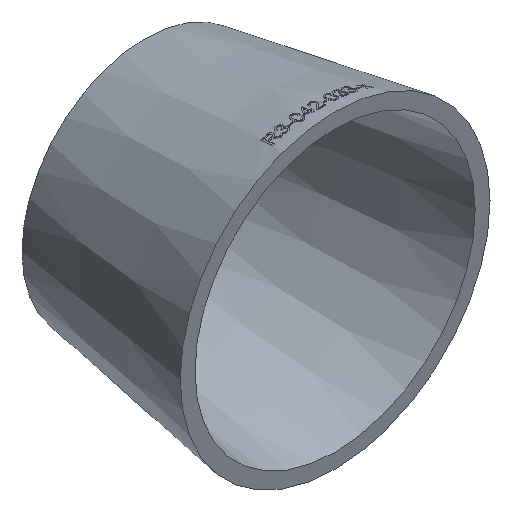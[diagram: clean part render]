
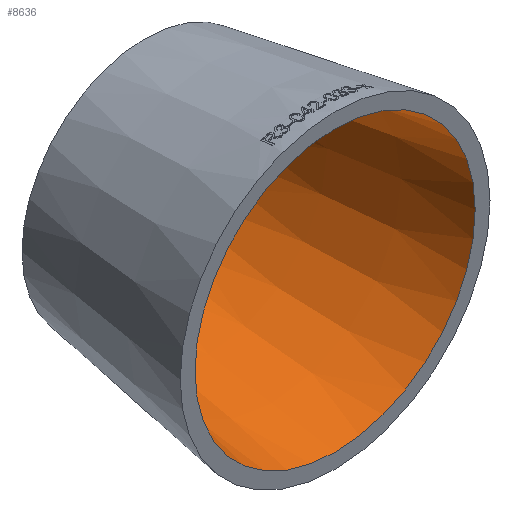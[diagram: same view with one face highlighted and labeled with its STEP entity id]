
A CAD part, isometric view. The second image highlights one B-rep face of the part: STEP entity #8636.
In plain terms, the highlighted conical face has half-angle 9.498 degrees and reference radius 19.172 mm.
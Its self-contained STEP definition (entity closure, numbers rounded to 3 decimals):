
#142 = VERTEX_POINT ( 'NONE', #11257 ) ;
#276 = ORIENTED_EDGE ( 'NONE', *, *, #11532, .T. ) ;
#827 = CONICAL_SURFACE ( 'NONE', #6280, 19.172, 0.166 ) ;
#855 = CIRCLE ( 'NONE', #1109, 19.172 ) ;
#1109 = AXIS2_PLACEMENT_3D ( 'NONE', #7618, #8737, #12569 ) ;
#2847 = DIRECTION ( 'NONE',  ( 0., 0., -1. ) ) ;
#3423 = DIRECTION ( 'NONE',  ( 0., -1., 0. ) ) ;
#3947 = EDGE_LOOP ( 'NONE', ( #11177 ) ) ;
#4732 = CIRCLE ( 'NONE', #4985, 14.822 ) ;
#4985 = AXIS2_PLACEMENT_3D ( 'NONE', #7226, #3423, #5702 ) ;
#5702 = DIRECTION ( 'NONE',  ( 0., 0., -1. ) ) ;
#6280 = AXIS2_PLACEMENT_3D ( 'NONE', #7794, #8998, #2847 ) ;
#7226 = CARTESIAN_POINT ( 'NONE',  ( 0., 26., 0. ) ) ;
#7618 = CARTESIAN_POINT ( 'NONE',  ( 0., 0., 0. ) ) ;
#7750 = EDGE_CURVE ( 'NONE', #10192, #10192, #4732, .T. ) ;
#7794 = CARTESIAN_POINT ( 'NONE',  ( 0., 0., 0. ) ) ;
#8636 = ADVANCED_FACE ( 'NONE', ( #12498, #10380 ), #827, .F. ) ;
#8710 = EDGE_LOOP ( 'NONE', ( #276 ) ) ;
#8737 = DIRECTION ( 'NONE',  ( 0., -1., 0. ) ) ;
#8998 = DIRECTION ( 'NONE',  ( 0., -1., 0. ) ) ;
#10192 = VERTEX_POINT ( 'NONE', #14034 ) ;
#10380 = FACE_OUTER_BOUND ( 'NONE', #8710, .T. ) ;
#11177 = ORIENTED_EDGE ( 'NONE', *, *, #7750, .F. ) ;
#11257 = CARTESIAN_POINT ( 'NONE',  ( 0., 0., -19.172 ) ) ;
#11532 = EDGE_CURVE ( 'NONE', #142, #142, #855, .T. ) ;
#12498 = FACE_BOUND ( 'NONE', #3947, .T. ) ;
#12569 = DIRECTION ( 'NONE',  ( 0., 0., -1. ) ) ;
#14034 = CARTESIAN_POINT ( 'NONE',  ( 0., 26., -14.822 ) ) ;
